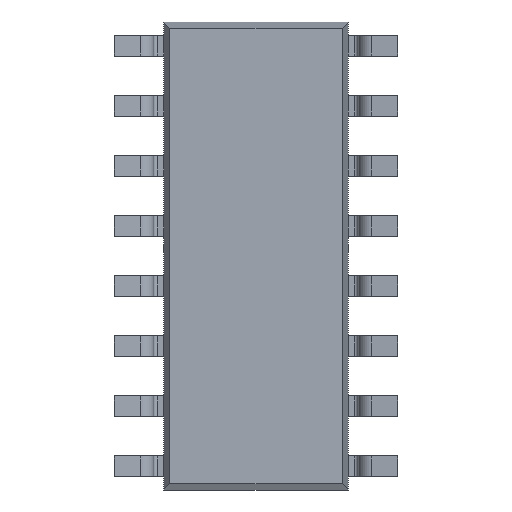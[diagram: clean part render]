
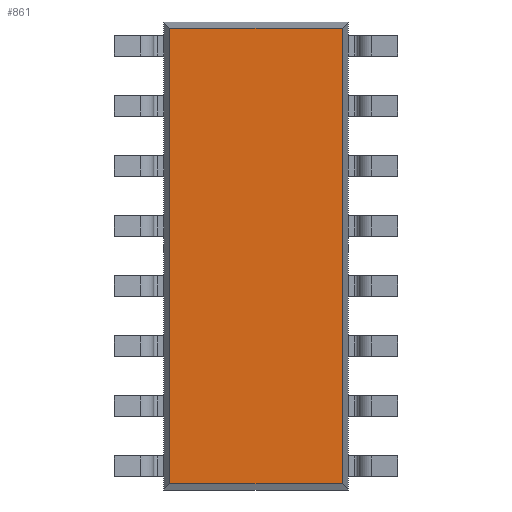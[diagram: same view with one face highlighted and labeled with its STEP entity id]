
A CAD part, front view. The second image highlights one B-rep face of the part: STEP entity #861.
In plain terms, the highlighted planar face has unit normal (0, -1, 0).
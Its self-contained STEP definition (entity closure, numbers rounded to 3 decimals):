
#196 = EDGE_CURVE ( 'NONE', #7456, #6578, #6726, .T. ) ;
#345 = CARTESIAN_POINT ( 'NONE',  ( 1.823, 0.1, -4.823 ) ) ;
#496 = CARTESIAN_POINT ( 'NONE',  ( 0., 0.1, 0. ) ) ;
#677 = CARTESIAN_POINT ( 'NONE',  ( -1.823, 0.1, -4.823 ) ) ;
#861 = ADVANCED_FACE ( 'NONE', ( #1649 ), #1190, .F. ) ;
#1190 = PLANE ( 'NONE',  #6051 ) ;
#1649 = FACE_OUTER_BOUND ( 'NONE', #3130, .T. ) ;
#2155 = CARTESIAN_POINT ( 'NONE',  ( 1.823, 0.1, 4.95 ) ) ;
#2261 = ORIENTED_EDGE ( 'NONE', *, *, #3690, .T. ) ;
#2492 = CARTESIAN_POINT ( 'NONE',  ( -1.95, 0.1, 4.823 ) ) ;
#2545 = VERTEX_POINT ( 'NONE', #677 ) ;
#2619 = VECTOR ( 'NONE', #5185, 1000. ) ;
#2912 = ORIENTED_EDGE ( 'NONE', *, *, #196, .T. ) ;
#3130 = EDGE_LOOP ( 'NONE', ( #2261, #4278, #4442, #2912 ) ) ;
#3470 = VERTEX_POINT ( 'NONE', #345 ) ;
#3690 = EDGE_CURVE ( 'NONE', #6578, #2545, #7296, .T. ) ;
#3762 = DIRECTION ( 'NONE',  ( 0., 0., -1. ) ) ;
#3947 = DIRECTION ( 'NONE',  ( 0., 0., 1. ) ) ;
#3994 = DIRECTION ( 'NONE',  ( 0., 1., 0. ) ) ;
#4096 = VECTOR ( 'NONE', #4506, 1000. ) ;
#4258 = EDGE_CURVE ( 'NONE', #3470, #7456, #5273, .T. ) ;
#4278 = ORIENTED_EDGE ( 'NONE', *, *, #7405, .T. ) ;
#4442 = ORIENTED_EDGE ( 'NONE', *, *, #4258, .T. ) ;
#4495 = CARTESIAN_POINT ( 'NONE',  ( 1.95, 0.1, -4.823 ) ) ;
#4506 = DIRECTION ( 'NONE',  ( 0., 0., 1. ) ) ;
#4978 = CARTESIAN_POINT ( 'NONE',  ( -1.823, 0.1, 4.823 ) ) ;
#5185 = DIRECTION ( 'NONE',  ( 1., 0., 0. ) ) ;
#5273 = LINE ( 'NONE', #2155, #4096 ) ;
#5308 = VECTOR ( 'NONE', #6030, 1000. ) ;
#5568 = CARTESIAN_POINT ( 'NONE',  ( -1.823, 0.1, -4.95 ) ) ;
#6030 = DIRECTION ( 'NONE',  ( -1., 0., 0. ) ) ;
#6051 = AXIS2_PLACEMENT_3D ( 'NONE', #496, #3994, #3947 ) ;
#6578 = VERTEX_POINT ( 'NONE', #4978 ) ;
#6726 = LINE ( 'NONE', #2492, #5308 ) ;
#6862 = CARTESIAN_POINT ( 'NONE',  ( 1.823, 0.1, 4.823 ) ) ;
#7296 = LINE ( 'NONE', #5568, #7579 ) ;
#7405 = EDGE_CURVE ( 'NONE', #2545, #3470, #7489, .T. ) ;
#7456 = VERTEX_POINT ( 'NONE', #6862 ) ;
#7489 = LINE ( 'NONE', #4495, #2619 ) ;
#7579 = VECTOR ( 'NONE', #3762, 1000. ) ;
